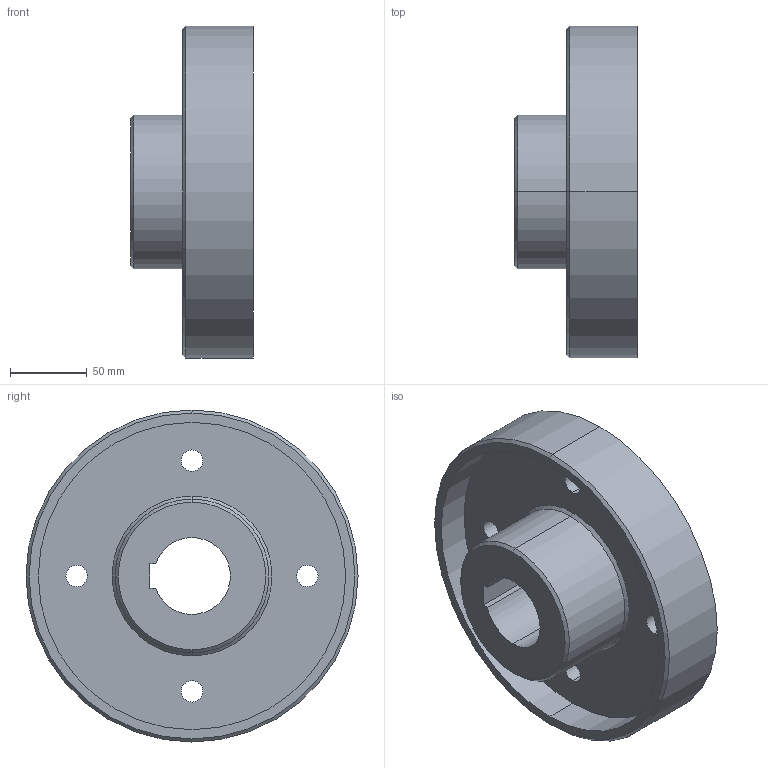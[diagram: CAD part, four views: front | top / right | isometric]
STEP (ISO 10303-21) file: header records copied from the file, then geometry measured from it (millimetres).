
FILE_DESCRIPTION (( 'STEP AP214' ), '1' );
FILE_NAME ('Falange 2.STEP', '2025-02-11T19:25:55', ( '' ), ( '' ), 'SwSTEP 2.0', 'SolidWorks 2024', '' );
FILE_SCHEMA (( 'AUTOMOTIVE_DESIGN' ));
Length unit declared in the file: millimetre
Products named in the file (1): Falange 2
Bounding box: 80 x 216 x 216 mm (x, y, z)
Volume: 1265335 mm3; surface area: 146214.7 mm2
Topology: 1 solids, 1 shells, 33 faces, 78 edges, 50 vertices
Faces by surface type: cylinder 19, plane 8, cone 6
Entity records: 1011 total; most frequent: DIRECTION 190, CARTESIAN_POINT 162, ORIENTED_EDGE 156, AXIS2_PLACEMENT_3D 78, EDGE_CURVE 78, VERTEX_POINT 50, EDGE_LOOP 46, CIRCLE 44
